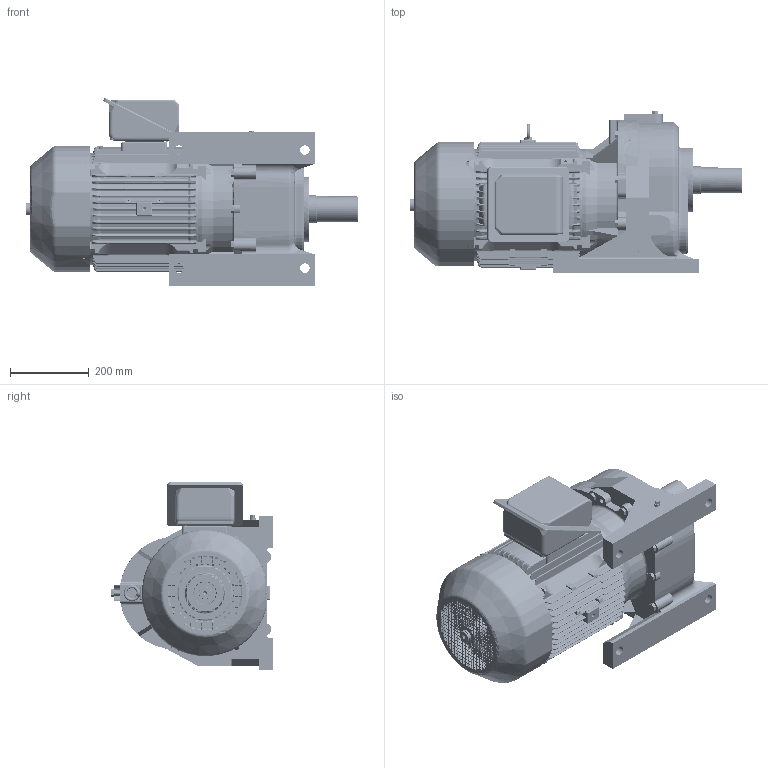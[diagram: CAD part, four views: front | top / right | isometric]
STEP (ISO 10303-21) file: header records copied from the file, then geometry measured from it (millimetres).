
FILE_DESCRIPTION (( 'STEP AP214' ), '1' );
FILE_NAME ('F1-23_H_EK2DO08333H001_defeature.stp', '2022-06-02T01:08:57', ( 'Windows 餌辨濠' ), ( '' ), 'SwSTEP 2.0', 'SolidWorks 2021', '' );
FILE_SCHEMA (( 'AUTOMOTIVE_DESIGN' ));
Length unit declared in the file: millimetre
Products named in the file (1): F1-23_H_EK2DO08333H001_defeature
Bounding box: 843.4 x 409.5 x 476.71 mm (x, y, z)
Volume: 30959994.6 mm3; surface area: 2978101.5 mm2
Topology: 9 solids, 55 shells, 6408 faces, 16880 edges, 10579 vertices
Faces by surface type: cylinder 2541, plane 2180, bspline 1061, torus 271, cone 255, sphere 100
Full cylindrical faces by diameter (mm): 2.6 x4, 2.7 x2, 4 x2, 5 x4, 6.8 x2, 8 x6, 8.344 x1, 8.5 x12, 10 x1, 10.2 x13, 12 x17, 13 x4, 14 x9, 14.3 x2, 24 x4, 32 x1, 44 x1, 45 x1, 52 x1, 65 x1, 70 x2, 72 x1, 75 x1, 80 x1, 86 x1, 90 x1, 95 x1, 100 x1, 165 x1, 241 x1
Entity records: 236838 total; most frequent: CARTESIAN_POINT 83882, ORIENTED_EDGE 33076, DIRECTION 29816, EDGE_CURVE 16538, AXIS2_PLACEMENT_3D 10905, VERTEX_POINT 10480, VECTOR 8006, LINE 8006
